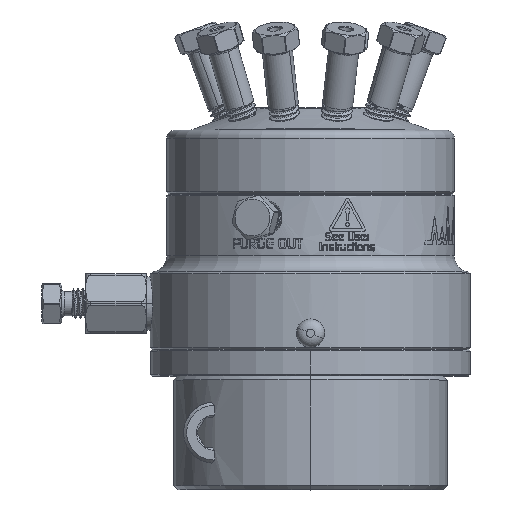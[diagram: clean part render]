
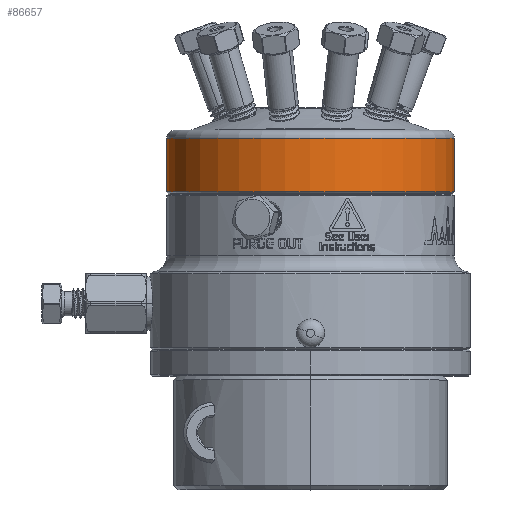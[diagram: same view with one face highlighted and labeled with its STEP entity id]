
A CAD part, top view. The second image highlights one B-rep face of the part: STEP entity #86657.
In plain terms, the highlighted cylindrical face has radius 22.479 mm (diameter 44.958 mm), a partial arc.
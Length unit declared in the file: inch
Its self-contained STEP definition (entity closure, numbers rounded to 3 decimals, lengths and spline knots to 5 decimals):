
#986 = EDGE_CURVE ( 'NONE', #48463, #13093, #21312, .T. ) ;
#2011 = VECTOR ( 'NONE', #48166, 39.37008 ) ;
#5268 = EDGE_LOOP ( 'NONE', ( #67430, #48566, #42827, #53888 ) ) ;
#5923 = AXIS2_PLACEMENT_3D ( 'NONE', #53184, #61601, #27428 ) ;
#12117 = EDGE_CURVE ( 'NONE', #33078, #13093, #83507, .T. ) ;
#13093 = VERTEX_POINT ( 'NONE', #58828 ) ;
#14708 = CARTESIAN_POINT ( 'NONE',  ( 0.885, 0.34, 0. ) ) ;
#16306 = CARTESIAN_POINT ( 'NONE',  ( 0., 0.015, 0. ) ) ;
#16894 = CARTESIAN_POINT ( 'NONE',  ( 0.885, 0.015, 0. ) ) ;
#17185 = DIRECTION ( 'NONE',  ( 0., -1., 0. ) ) ;
#18410 = EDGE_CURVE ( 'NONE', #45058, #48463, #54834, .T. ) ;
#21312 = CIRCLE ( 'NONE', #43998, 0.885 ) ;
#21987 = VECTOR ( 'NONE', #43081, 39.37008 ) ;
#25147 = CYLINDRICAL_SURFACE ( 'NONE', #54016, 0.885 ) ;
#27428 = DIRECTION ( 'NONE',  ( 1., 0., 0. ) ) ;
#30561 = EDGE_CURVE ( 'NONE', #33078, #45058, #44195, .T. ) ;
#33078 = VERTEX_POINT ( 'NONE', #14708 ) ;
#40089 = DIRECTION ( 'NONE',  ( 0., 1., 0. ) ) ;
#42827 = ORIENTED_EDGE ( 'NONE', *, *, #986, .T. ) ;
#43081 = DIRECTION ( 'NONE',  ( 0., -1., 0. ) ) ;
#43998 = AXIS2_PLACEMENT_3D ( 'NONE', #61812, #40089, #68499 ) ;
#44195 = CIRCLE ( 'NONE', #5923, 0.885 ) ;
#45058 = VERTEX_POINT ( 'NONE', #59615 ) ;
#48166 = DIRECTION ( 'NONE',  ( 0., -1., 0. ) ) ;
#48463 = VERTEX_POINT ( 'NONE', #53650 ) ;
#48566 = ORIENTED_EDGE ( 'NONE', *, *, #18410, .T. ) ;
#53184 = CARTESIAN_POINT ( 'NONE',  ( 0., 0.34, 0. ) ) ;
#53650 = CARTESIAN_POINT ( 'NONE',  ( -0.885, 0.01, 0. ) ) ;
#53888 = ORIENTED_EDGE ( 'NONE', *, *, #12117, .F. ) ;
#54016 = AXIS2_PLACEMENT_3D ( 'NONE', #16306, #17185, #78462 ) ;
#54834 = LINE ( 'NONE', #69055, #2011 ) ;
#58828 = CARTESIAN_POINT ( 'NONE',  ( 0.885, 0.01, 0. ) ) ;
#59615 = CARTESIAN_POINT ( 'NONE',  ( -0.885, 0.34, 0. ) ) ;
#61601 = DIRECTION ( 'NONE',  ( 0., -1., 0. ) ) ;
#61812 = CARTESIAN_POINT ( 'NONE',  ( 0., 0.01, 0. ) ) ;
#65144 = FACE_OUTER_BOUND ( 'NONE', #5268, .T. ) ;
#67430 = ORIENTED_EDGE ( 'NONE', *, *, #30561, .T. ) ;
#68499 = DIRECTION ( 'NONE',  ( 1., 0., 0. ) ) ;
#69055 = CARTESIAN_POINT ( 'NONE',  ( -0.885, 0.015, 0. ) ) ;
#78462 = DIRECTION ( 'NONE',  ( 1., 0., 0. ) ) ;
#83507 = LINE ( 'NONE', #16894, #21987 ) ;
#86657 = ADVANCED_FACE ( 'NONE', ( #65144 ), #25147, .T. ) ;
